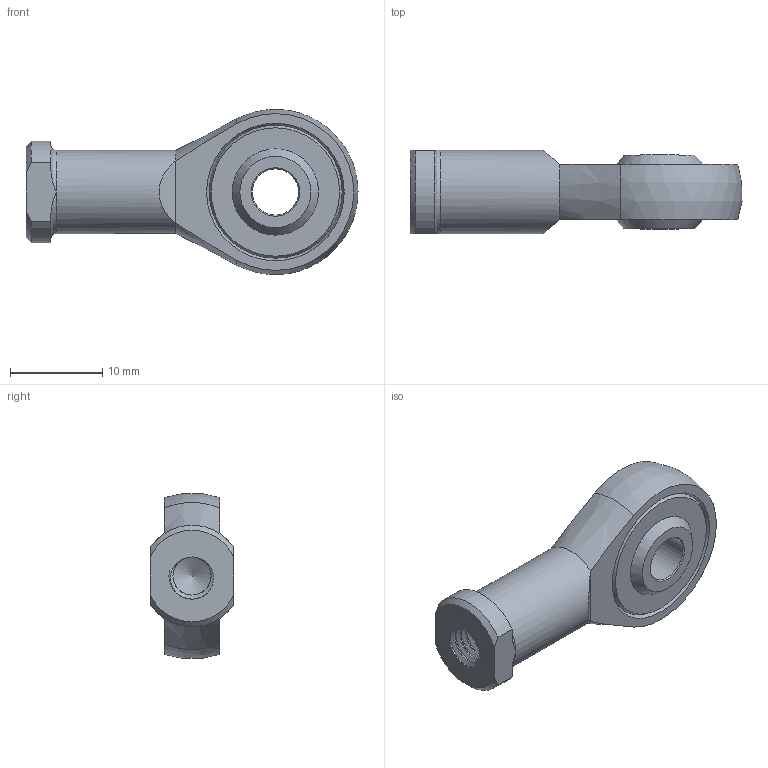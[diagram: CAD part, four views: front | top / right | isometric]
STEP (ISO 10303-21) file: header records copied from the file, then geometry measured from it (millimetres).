
FILE_DESCRIPTION(/* description */ (''),/* implementation_level */ '2;1');
FILE_NAME(/* name */ 'AG27.step',/* time_stamp */ '2024-07-01T11:46:22+02:00',/* author */ (''),/* organization */ (''),/* preprocessor_version */ 'ST-DEVELOPER v20',/* originating_system */ 'Autodesk Translation Framework v13.14.0.145',/* authorisation */ '');
FILE_SCHEMA (('AUTOMOTIVE_DESIGN { 1 0 10303 214 3 1 1 }'));
Length unit declared in the file: millimetre
Products named in the file (1): (Unsaved)
Bounding box: 35.94 x 9 x 17.86 mm (x, y, z)
Volume: 2389.4 mm3; surface area: 2285.2 mm2
Topology: 2 solids, 2 shells, 73 faces, 186 edges, 121 vertices
Faces by surface type: cylinder 36, plane 16, cone 11, sphere 5, bspline 3, torus 2
Full cylindrical faces by diameter (mm): 4.134 x15, 5 x14, 9 x1
Entity records: 17905 total; most frequent: CARTESIAN_POINT 16213, ORIENTED_EDGE 370, DIRECTION 294, EDGE_CURVE 185, VERTEX_POINT 121, AXIS2_PLACEMENT_3D 118, EDGE_LOOP 82, FACE_OUTER_BOUND 73
